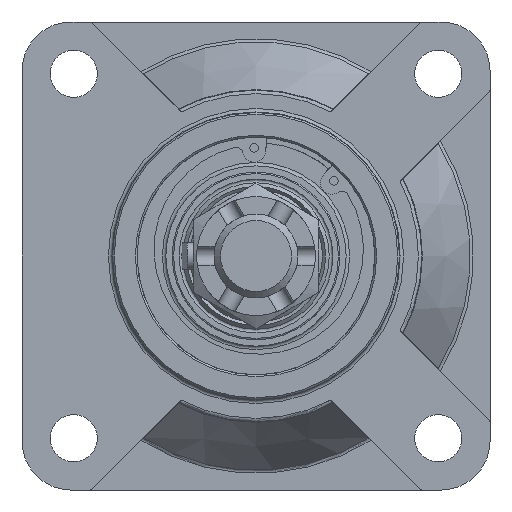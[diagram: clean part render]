
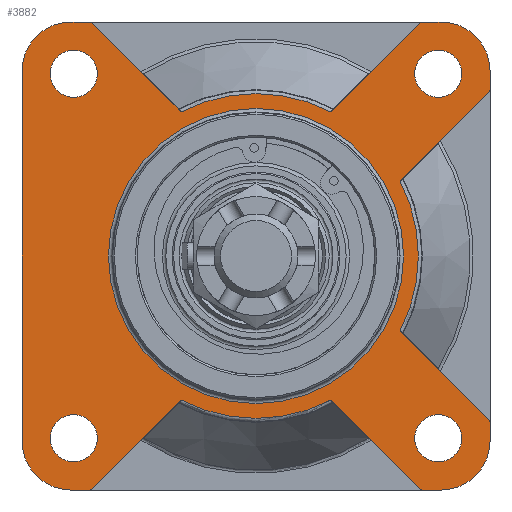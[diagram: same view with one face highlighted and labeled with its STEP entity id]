
A CAD part, left-side view. The second image highlights one B-rep face of the part: STEP entity #3882.
In plain terms, the highlighted planar face has unit normal (-1, 0, 0).
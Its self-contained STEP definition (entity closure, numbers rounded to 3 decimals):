
#316=LINE('',#5939,#530);
#317=LINE('',#5943,#531);
#318=LINE('',#5947,#532);
#319=LINE('',#5951,#533);
#320=LINE('',#5955,#534);
#321=LINE('',#5959,#535);
#322=LINE('',#5963,#536);
#323=LINE('',#5967,#537);
#324=LINE('',#5971,#538);
#325=LINE('',#5975,#539);
#326=LINE('',#5979,#540);
#327=LINE('',#5983,#541);
#328=LINE('',#5987,#542);
#530=VECTOR('',#4718,1000.);
#531=VECTOR('',#4721,1000.);
#532=VECTOR('',#4724,1000.);
#533=VECTOR('',#4727,1000.);
#534=VECTOR('',#4730,1000.);
#535=VECTOR('',#4733,1000.);
#536=VECTOR('',#4736,1000.);
#537=VECTOR('',#4739,1000.);
#538=VECTOR('',#4742,1000.);
#539=VECTOR('',#4745,1000.);
#540=VECTOR('',#4748,1000.);
#541=VECTOR('',#4751,1000.);
#542=VECTOR('',#4754,1000.);
#744=ORIENTED_EDGE('',*,*,#1812,.F.);
#745=ORIENTED_EDGE('',*,*,#1813,.F.);
#746=ORIENTED_EDGE('',*,*,#1814,.F.);
#747=ORIENTED_EDGE('',*,*,#1815,.F.);
#748=ORIENTED_EDGE('',*,*,#1816,.F.);
#749=ORIENTED_EDGE('',*,*,#1817,.F.);
#750=ORIENTED_EDGE('',*,*,#1818,.F.);
#751=ORIENTED_EDGE('',*,*,#1819,.F.);
#752=ORIENTED_EDGE('',*,*,#1820,.F.);
#753=ORIENTED_EDGE('',*,*,#1821,.F.);
#754=ORIENTED_EDGE('',*,*,#1822,.F.);
#755=ORIENTED_EDGE('',*,*,#1823,.F.);
#756=ORIENTED_EDGE('',*,*,#1824,.F.);
#757=ORIENTED_EDGE('',*,*,#1825,.F.);
#758=ORIENTED_EDGE('',*,*,#1826,.F.);
#759=ORIENTED_EDGE('',*,*,#1827,.F.);
#760=ORIENTED_EDGE('',*,*,#1828,.F.);
#761=ORIENTED_EDGE('',*,*,#1829,.F.);
#762=ORIENTED_EDGE('',*,*,#1830,.F.);
#763=ORIENTED_EDGE('',*,*,#1831,.F.);
#764=ORIENTED_EDGE('',*,*,#1832,.F.);
#765=ORIENTED_EDGE('',*,*,#1833,.F.);
#766=ORIENTED_EDGE('',*,*,#1834,.F.);
#767=ORIENTED_EDGE('',*,*,#1835,.F.);
#768=ORIENTED_EDGE('',*,*,#1836,.F.);
#769=ORIENTED_EDGE('',*,*,#1837,.F.);
#770=ORIENTED_EDGE('',*,*,#1838,.T.);
#771=ORIENTED_EDGE('',*,*,#1839,.T.);
#772=ORIENTED_EDGE('',*,*,#1840,.T.);
#773=ORIENTED_EDGE('',*,*,#1841,.T.);
#774=ORIENTED_EDGE('',*,*,#1842,.T.);
#1812=EDGE_CURVE('',#2346,#2347,#2741,.T.);
#1813=EDGE_CURVE('',#2348,#2346,#316,.T.);
#1814=EDGE_CURVE('',#2349,#2348,#2742,.T.);
#1815=EDGE_CURVE('',#2350,#2349,#317,.T.);
#1816=EDGE_CURVE('',#2351,#2350,#2743,.T.);
#1817=EDGE_CURVE('',#2352,#2351,#318,.T.);
#1818=EDGE_CURVE('',#2353,#2352,#2744,.T.);
#1819=EDGE_CURVE('',#2354,#2353,#319,.T.);
#1820=EDGE_CURVE('',#2355,#2354,#2745,.T.);
#1821=EDGE_CURVE('',#2356,#2355,#320,.T.);
#1822=EDGE_CURVE('',#2357,#2356,#2746,.T.);
#1823=EDGE_CURVE('',#2358,#2357,#321,.T.);
#1824=EDGE_CURVE('',#2359,#2358,#2747,.T.);
#1825=EDGE_CURVE('',#2360,#2359,#322,.T.);
#1826=EDGE_CURVE('',#2361,#2360,#2748,.T.);
#1827=EDGE_CURVE('',#2362,#2361,#323,.T.);
#1828=EDGE_CURVE('',#2363,#2362,#2749,.T.);
#1829=EDGE_CURVE('',#2364,#2363,#324,.T.);
#1830=EDGE_CURVE('',#2365,#2364,#2750,.T.);
#1831=EDGE_CURVE('',#2366,#2365,#325,.T.);
#1832=EDGE_CURVE('',#2367,#2366,#2751,.T.);
#1833=EDGE_CURVE('',#2368,#2367,#326,.T.);
#1834=EDGE_CURVE('',#2369,#2368,#2752,.T.);
#1835=EDGE_CURVE('',#2370,#2369,#327,.T.);
#1836=EDGE_CURVE('',#2371,#2370,#2753,.T.);
#1837=EDGE_CURVE('',#2347,#2371,#328,.T.);
#1838=EDGE_CURVE('',#2372,#2372,#2754,.T.);
#1839=EDGE_CURVE('',#2373,#2373,#2755,.T.);
#1840=EDGE_CURVE('',#2374,#2374,#2756,.T.);
#1841=EDGE_CURVE('',#2375,#2375,#2757,.T.);
#1842=EDGE_CURVE('',#2376,#2376,#2758,.T.);
#2346=VERTEX_POINT('',#5937);
#2347=VERTEX_POINT('',#5938);
#2348=VERTEX_POINT('',#5940);
#2349=VERTEX_POINT('',#5942);
#2350=VERTEX_POINT('',#5944);
#2351=VERTEX_POINT('',#5946);
#2352=VERTEX_POINT('',#5948);
#2353=VERTEX_POINT('',#5950);
#2354=VERTEX_POINT('',#5952);
#2355=VERTEX_POINT('',#5954);
#2356=VERTEX_POINT('',#5956);
#2357=VERTEX_POINT('',#5958);
#2358=VERTEX_POINT('',#5960);
#2359=VERTEX_POINT('',#5962);
#2360=VERTEX_POINT('',#5964);
#2361=VERTEX_POINT('',#5966);
#2362=VERTEX_POINT('',#5968);
#2363=VERTEX_POINT('',#5970);
#2364=VERTEX_POINT('',#5972);
#2365=VERTEX_POINT('',#5974);
#2366=VERTEX_POINT('',#5976);
#2367=VERTEX_POINT('',#5978);
#2368=VERTEX_POINT('',#5980);
#2369=VERTEX_POINT('',#5982);
#2370=VERTEX_POINT('',#5984);
#2371=VERTEX_POINT('',#5986);
#2372=VERTEX_POINT('',#5989);
#2373=VERTEX_POINT('',#5991);
#2374=VERTEX_POINT('',#5993);
#2375=VERTEX_POINT('',#5995);
#2376=VERTEX_POINT('',#5997);
#2741=CIRCLE('',#4210,46.5);
#2742=CIRCLE('',#4211,1.);
#2743=CIRCLE('',#4212,14.);
#2744=CIRCLE('',#4213,14.);
#2745=CIRCLE('',#4214,1.);
#2746=CIRCLE('',#4215,46.5);
#2747=CIRCLE('',#4216,1.);
#2748=CIRCLE('',#4217,14.);
#2749=CIRCLE('',#4218,1.);
#2750=CIRCLE('',#4219,46.5);
#2751=CIRCLE('',#4220,1.);
#2752=CIRCLE('',#4221,14.);
#2753=CIRCLE('',#4222,1.);
#2754=CIRCLE('',#4223,6.75);
#2755=CIRCLE('',#4224,6.75);
#2756=CIRCLE('',#4225,6.75);
#2757=CIRCLE('',#4226,6.75);
#2758=CIRCLE('',#4227,42.25);
#2975=EDGE_LOOP('',(#744,#745,#746,#747,#748,#749,#750,#751,#752,#753,#754,
#755,#756,#757,#758,#759,#760,#761,#762,#763,#764,#765,#766,#767,#768,#769));
#2976=EDGE_LOOP('',(#770));
#2977=EDGE_LOOP('',(#771));
#2978=EDGE_LOOP('',(#772));
#2979=EDGE_LOOP('',(#773));
#2980=EDGE_LOOP('',(#774));
#3372=FACE_BOUND('',#2975,.T.);
#3373=FACE_BOUND('',#2976,.T.);
#3374=FACE_BOUND('',#2977,.T.);
#3375=FACE_BOUND('',#2978,.T.);
#3376=FACE_BOUND('',#2979,.T.);
#3377=FACE_BOUND('',#2980,.T.);
#3773=PLANE('',#4209);
#3882=ADVANCED_FACE('',(#3372,#3373,#3374,#3375,#3376,#3377),#3773,.F.);
#4209=AXIS2_PLACEMENT_3D('',#5935,#4714,#4715);
#4210=AXIS2_PLACEMENT_3D('',#5936,#4716,#4717);
#4211=AXIS2_PLACEMENT_3D('',#5941,#4719,#4720);
#4212=AXIS2_PLACEMENT_3D('',#5945,#4722,#4723);
#4213=AXIS2_PLACEMENT_3D('',#5949,#4725,#4726);
#4214=AXIS2_PLACEMENT_3D('',#5953,#4728,#4729);
#4215=AXIS2_PLACEMENT_3D('',#5957,#4731,#4732);
#4216=AXIS2_PLACEMENT_3D('',#5961,#4734,#4735);
#4217=AXIS2_PLACEMENT_3D('',#5965,#4737,#4738);
#4218=AXIS2_PLACEMENT_3D('',#5969,#4740,#4741);
#4219=AXIS2_PLACEMENT_3D('',#5973,#4743,#4744);
#4220=AXIS2_PLACEMENT_3D('',#5977,#4746,#4747);
#4221=AXIS2_PLACEMENT_3D('',#5981,#4749,#4750);
#4222=AXIS2_PLACEMENT_3D('',#5985,#4752,#4753);
#4223=AXIS2_PLACEMENT_3D('',#5988,#4755,#4756);
#4224=AXIS2_PLACEMENT_3D('',#5990,#4757,#4758);
#4225=AXIS2_PLACEMENT_3D('',#5992,#4759,#4760);
#4226=AXIS2_PLACEMENT_3D('',#5994,#4761,#4762);
#4227=AXIS2_PLACEMENT_3D('',#5996,#4763,#4764);
#4714=DIRECTION('',(1.,0.,0.));
#4715=DIRECTION('',(0.,0.,-1.));
#4716=DIRECTION('',(1.,0.,0.));
#4717=DIRECTION('',(0.,0.,-1.));
#4718=DIRECTION('',(0.,-0.707,0.707));
#4719=DIRECTION('',(1.,0.,0.));
#4720=DIRECTION('',(0.,0.,-1.));
#4721=DIRECTION('',(0.,0.,1.));
#4722=DIRECTION('',(1.,0.,0.));
#4723=DIRECTION('',(0.,0.,-1.));
#4724=DIRECTION('',(0.,1.,0.));
#4725=DIRECTION('',(1.,0.,0.));
#4726=DIRECTION('',(0.,0.,-1.));
#4727=DIRECTION('',(0.,0.,-1.));
#4728=DIRECTION('',(1.,0.,0.));
#4729=DIRECTION('',(0.,0.,-1.));
#4730=DIRECTION('',(0.,-0.707,-0.707));
#4731=DIRECTION('',(1.,0.,0.));
#4732=DIRECTION('',(0.,0.,-1.));
#4733=DIRECTION('',(0.,0.707,-0.707));
#4734=DIRECTION('',(1.,0.,0.));
#4735=DIRECTION('',(0.,0.,-1.));
#4736=DIRECTION('',(0.,0.,-1.));
#4737=DIRECTION('',(1.,0.,0.));
#4738=DIRECTION('',(0.,0.,-1.));
#4739=DIRECTION('',(0.,-1.,0.));
#4740=DIRECTION('',(1.,0.,0.));
#4741=DIRECTION('',(0.,0.,-1.));
#4742=DIRECTION('',(0.,-0.707,0.707));
#4743=DIRECTION('',(1.,0.,0.));
#4744=DIRECTION('',(0.,0.,-1.));
#4745=DIRECTION('',(0.,-0.707,-0.707));
#4746=DIRECTION('',(1.,0.,0.));
#4747=DIRECTION('',(0.,0.,-1.));
#4748=DIRECTION('',(0.,-1.,0.));
#4749=DIRECTION('',(1.,0.,0.));
#4750=DIRECTION('',(0.,0.,-1.));
#4751=DIRECTION('',(0.,0.,1.));
#4752=DIRECTION('',(1.,0.,0.));
#4753=DIRECTION('',(0.,0.,-1.));
#4754=DIRECTION('',(0.,0.707,0.707));
#4755=DIRECTION('',(1.,0.,0.));
#4756=DIRECTION('',(0.,0.,-1.));
#4757=DIRECTION('',(1.,0.,0.));
#4758=DIRECTION('',(0.,0.,-1.));
#4759=DIRECTION('',(1.,0.,0.));
#4760=DIRECTION('',(0.,0.,-1.));
#4761=DIRECTION('',(1.,0.,0.));
#4762=DIRECTION('',(0.,0.,-1.));
#4763=DIRECTION('',(1.,0.,0.));
#4764=DIRECTION('',(0.,0.,-1.));
#5935=CARTESIAN_POINT('',(0.,53.,53.));
#5936=CARTESIAN_POINT('',(0.,0.,0.));
#5937=CARTESIAN_POINT('',(0.,41.255,-21.455));
#5938=CARTESIAN_POINT('',(0.,41.255,21.455));
#5939=CARTESIAN_POINT('',(0.,66.707,-46.907));
#5940=CARTESIAN_POINT('',(0.,66.707,-46.907));
#5941=CARTESIAN_POINT('',(0.,66.,-47.614));
#5942=CARTESIAN_POINT('',(0.,67.,-47.614));
#5943=CARTESIAN_POINT('',(0.,67.,-53.));
#5944=CARTESIAN_POINT('',(0.,67.,-53.));
#5945=CARTESIAN_POINT('',(0.,53.,-53.));
#5946=CARTESIAN_POINT('',(0.,53.,-67.));
#5947=CARTESIAN_POINT('',(0.,-53.,-67.));
#5948=CARTESIAN_POINT('',(0.,-53.,-67.));
#5949=CARTESIAN_POINT('',(0.,-53.,-53.));
#5950=CARTESIAN_POINT('',(0.,-67.,-53.));
#5951=CARTESIAN_POINT('',(0.,-67.,53.));
#5952=CARTESIAN_POINT('',(0.,-67.,-47.614));
#5953=CARTESIAN_POINT('',(0.,-66.,-47.614));
#5954=CARTESIAN_POINT('',(0.,-66.707,-46.907));
#5955=CARTESIAN_POINT('',(0.,-40.141,-20.341));
#5956=CARTESIAN_POINT('',(0.,-41.255,-21.455));
#5957=CARTESIAN_POINT('',(0.,0.,0.));
#5958=CARTESIAN_POINT('',(0.,-41.255,21.455));
#5959=CARTESIAN_POINT('',(0.,-66.707,46.907));
#5960=CARTESIAN_POINT('',(0.,-66.707,46.907));
#5961=CARTESIAN_POINT('',(0.,-66.,47.614));
#5962=CARTESIAN_POINT('',(0.,-67.,47.614));
#5963=CARTESIAN_POINT('',(0.,-67.,53.));
#5964=CARTESIAN_POINT('',(0.,-67.,53.));
#5965=CARTESIAN_POINT('',(0.,-53.,53.));
#5966=CARTESIAN_POINT('',(0.,-53.,67.));
#5967=CARTESIAN_POINT('',(0.,53.,67.));
#5968=CARTESIAN_POINT('',(0.,-47.614,67.));
#5969=CARTESIAN_POINT('',(0.,-47.614,66.));
#5970=CARTESIAN_POINT('',(0.,-46.907,66.707));
#5971=CARTESIAN_POINT('',(0.,-20.341,40.141));
#5972=CARTESIAN_POINT('',(0.,-21.455,41.255));
#5973=CARTESIAN_POINT('',(0.,0.,0.));
#5974=CARTESIAN_POINT('',(0.,21.455,41.255));
#5975=CARTESIAN_POINT('',(0.,46.907,66.707));
#5976=CARTESIAN_POINT('',(0.,46.907,66.707));
#5977=CARTESIAN_POINT('',(0.,47.614,66.));
#5978=CARTESIAN_POINT('',(0.,47.614,67.));
#5979=CARTESIAN_POINT('',(0.,53.,67.));
#5980=CARTESIAN_POINT('',(0.,53.,67.));
#5981=CARTESIAN_POINT('',(0.,53.,53.));
#5982=CARTESIAN_POINT('',(0.,67.,53.));
#5983=CARTESIAN_POINT('',(0.,67.,-53.));
#5984=CARTESIAN_POINT('',(0.,67.,47.614));
#5985=CARTESIAN_POINT('',(0.,66.,47.614));
#5986=CARTESIAN_POINT('',(0.,66.707,46.907));
#5987=CARTESIAN_POINT('',(0.,40.141,20.341));
#5988=CARTESIAN_POINT('',(0.,52.184,-52.184));
#5989=CARTESIAN_POINT('',(0.,52.184,-58.934));
#5990=CARTESIAN_POINT('',(0.,-52.184,-52.184));
#5991=CARTESIAN_POINT('',(0.,-52.184,-58.934));
#5992=CARTESIAN_POINT('',(0.,-52.184,52.184));
#5993=CARTESIAN_POINT('',(0.,-52.184,45.434));
#5994=CARTESIAN_POINT('',(0.,52.184,52.184));
#5995=CARTESIAN_POINT('',(0.,52.184,45.434));
#5996=CARTESIAN_POINT('',(0.,0.,0.));
#5997=CARTESIAN_POINT('',(0.,0.,-42.25));
